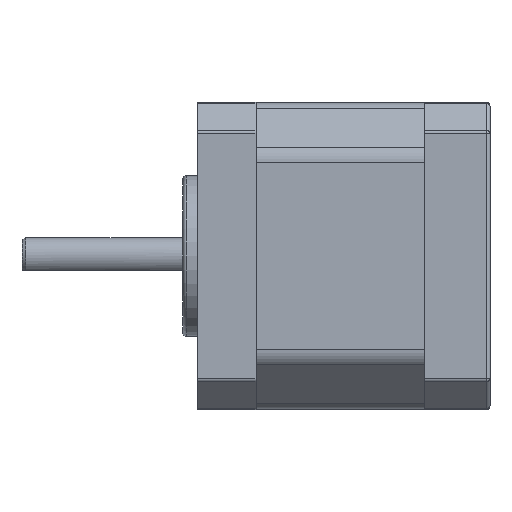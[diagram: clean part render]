
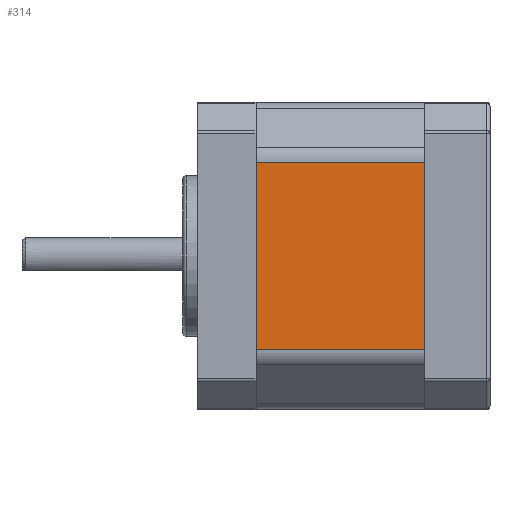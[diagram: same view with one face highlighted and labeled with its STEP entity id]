
A CAD part, left-side view. The second image highlights one B-rep face of the part: STEP entity #314.
In plain terms, the highlighted planar face has unit normal (-1, 0, 0).
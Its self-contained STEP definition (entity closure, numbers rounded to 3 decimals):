
#104 = DIRECTION ( 'NONE',  ( 0., 0., -1. ) ) ;
#314 = ADVANCED_FACE ( 'NONE', ( #1623 ), #1119, .F. ) ;
#505 = LINE ( 'NONE', #1105, #1394 ) ;
#634 = CARTESIAN_POINT ( 'NONE',  ( 0., 23., -33.757 ) ) ;
#707 = VECTOR ( 'NONE', #3798, 1000. ) ;
#720 = DIRECTION ( 'NONE',  ( 0., -1., 0. ) ) ;
#894 = CARTESIAN_POINT ( 'NONE',  ( 0., 23., -8.243 ) ) ;
#988 = LINE ( 'NONE', #4892, #3994 ) ;
#1105 = CARTESIAN_POINT ( 'NONE',  ( 0., 23., -8.243 ) ) ;
#1119 = PLANE ( 'NONE',  #3796 ) ;
#1394 = VECTOR ( 'NONE', #720, 1000. ) ;
#1428 = CARTESIAN_POINT ( 'NONE',  ( 0., 23., -8.243 ) ) ;
#1623 = FACE_OUTER_BOUND ( 'NONE', #2412, .T. ) ;
#1644 = VECTOR ( 'NONE', #4936, 1000. ) ;
#1709 = LINE ( 'NONE', #1428, #707 ) ;
#1909 = CARTESIAN_POINT ( 'NONE',  ( 0., 23., -8.243 ) ) ;
#2383 = DIRECTION ( 'NONE',  ( 1., 0., 0. ) ) ;
#2412 = EDGE_LOOP ( 'NONE', ( #3101, #4216, #3232, #4781 ) ) ;
#2423 = VERTEX_POINT ( 'NONE', #4016 ) ;
#2553 = DIRECTION ( 'NONE',  ( 0., 0., 1. ) ) ;
#3101 = ORIENTED_EDGE ( 'NONE', *, *, #3168, .T. ) ;
#3168 = EDGE_CURVE ( 'NONE', #2423, #3752, #988, .T. ) ;
#3201 = EDGE_CURVE ( 'NONE', #3579, #2423, #4771, .T. ) ;
#3232 = ORIENTED_EDGE ( 'NONE', *, *, #5010, .F. ) ;
#3579 = VERTEX_POINT ( 'NONE', #4970 ) ;
#3615 = EDGE_CURVE ( 'NONE', #4494, #3752, #505, .T. ) ;
#3752 = VERTEX_POINT ( 'NONE', #4300 ) ;
#3796 = AXIS2_PLACEMENT_3D ( 'NONE', #1909, #2383, #104 ) ;
#3798 = DIRECTION ( 'NONE',  ( 0., 0., 1. ) ) ;
#3994 = VECTOR ( 'NONE', #2553, 1000. ) ;
#4016 = CARTESIAN_POINT ( 'NONE',  ( 0., 0., -33.757 ) ) ;
#4216 = ORIENTED_EDGE ( 'NONE', *, *, #3615, .F. ) ;
#4300 = CARTESIAN_POINT ( 'NONE',  ( 0., 0., -8.243 ) ) ;
#4494 = VERTEX_POINT ( 'NONE', #894 ) ;
#4771 = LINE ( 'NONE', #634, #1644 ) ;
#4781 = ORIENTED_EDGE ( 'NONE', *, *, #3201, .T. ) ;
#4892 = CARTESIAN_POINT ( 'NONE',  ( 0., 0., -8.243 ) ) ;
#4936 = DIRECTION ( 'NONE',  ( 0., -1., 0. ) ) ;
#4970 = CARTESIAN_POINT ( 'NONE',  ( 0., 23., -33.757 ) ) ;
#5010 = EDGE_CURVE ( 'NONE', #3579, #4494, #1709, .T. ) ;
